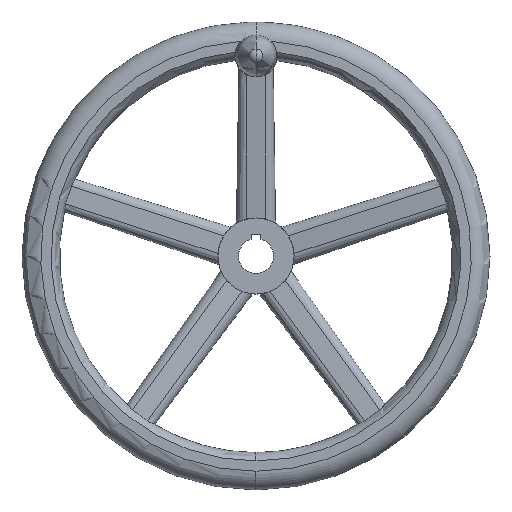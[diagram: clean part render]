
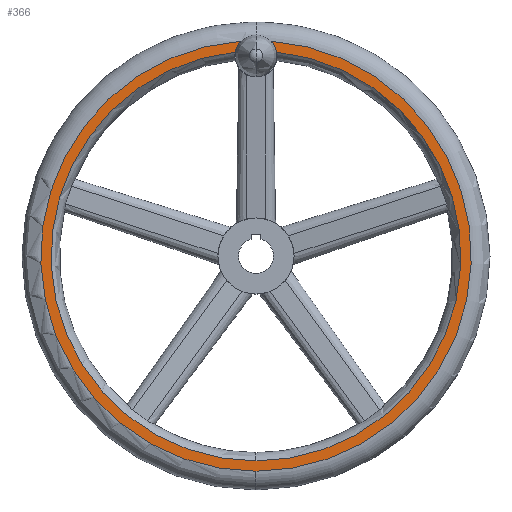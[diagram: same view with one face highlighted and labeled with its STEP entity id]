
A CAD part, top view. The second image highlights one B-rep face of the part: STEP entity #366.
In plain terms, the highlighted planar face has unit normal (0, 0, 1).
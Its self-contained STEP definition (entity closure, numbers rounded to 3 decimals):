
#366=ADVANCED_FACE('',(#1044),#1045,.F.);
#640=EDGE_CURVE('',#656,#768,#1346,.T.);
#656=VERTEX_POINT('',#1362);
#672=EDGE_CURVE('',#730,#656,#1380,.T.);
#678=EDGE_CURVE('',#714,#768,#1386,.T.);
#708=EDGE_CURVE('',#998,#812,#1416,.T.);
#714=VERTEX_POINT('',#1424);
#730=VERTEX_POINT('',#1442);
#768=VERTEX_POINT('',#1485);
#812=VERTEX_POINT('',#1533);
#818=EDGE_CURVE('',#812,#730,#1539,.T.);
#848=EDGE_CURVE('',#998,#714,#1571,.T.);
#998=VERTEX_POINT('',#1741);
#1044=FACE_OUTER_BOUND('',#1797,.T.);
#1045=PLANE('',#1798);
#1346=CIRCLE('',#2485,18.0);
#1362=CARTESIAN_POINT('',(12.907,183.547,60.333));
#1380=CIRCLE('',#2543,184.0);
#1386=CIRCLE('',#2580,175.156);
#1416=CIRCLE('',#2661,18.0);
#1424=CARTESIAN_POINT('',(0.,-175.156,60.333));
#1442=CARTESIAN_POINT('',(0.,-184.0,60.333));
#1485=CARTESIAN_POINT('',(17.703,174.259,60.333));
#1533=CARTESIAN_POINT('',(-12.907,183.547,60.333));
#1539=CIRCLE('',#2954,184.0);
#1571=CIRCLE('',#3078,175.156);
#1741=CARTESIAN_POINT('',(-17.703,174.259,60.333));
#1797=EDGE_LOOP('',(#3759,#3760,#3761,#3762,#3763,#3764));
#1798=AXIS2_PLACEMENT_3D('',#3765,#3766,#3767);
#2485=AXIS2_PLACEMENT_3D('',#4083,#4084,#4085);
#2543=AXIS2_PLACEMENT_3D('',#4112,#4113,#4114);
#2580=AXIS2_PLACEMENT_3D('',#4116,#4117,#4118);
#2661=AXIS2_PLACEMENT_3D('',#4136,#4137,#4138);
#2954=AXIS2_PLACEMENT_3D('',#4290,#4291,#4292);
#3078=AXIS2_PLACEMENT_3D('',#4329,#4330,#4331);
#3759=ORIENTED_EDGE('',*,*,#640,.T.);
#3760=ORIENTED_EDGE('',*,*,#678,.F.);
#3761=ORIENTED_EDGE('',*,*,#848,.F.);
#3762=ORIENTED_EDGE('',*,*,#708,.T.);
#3763=ORIENTED_EDGE('',*,*,#818,.T.);
#3764=ORIENTED_EDGE('',*,*,#672,.T.);
#3765=CARTESIAN_POINT('',(0.,176.0,60.333));
#3766=DIRECTION('',(0.,0.,-1.0));
#3767=DIRECTION('',(0.,-1.0,0.0));
#4083=CARTESIAN_POINT('',(0.0,171.0,60.333));
#4084=DIRECTION('',(0.,0.,-1.0));
#4085=DIRECTION('',(-0.717,0.697,0.));
#4112=CARTESIAN_POINT('',(0.,0.,60.333));
#4113=DIRECTION('',(0.,0.,1.0));
#4114=DIRECTION('',(0.,1.0,0.));
#4116=CARTESIAN_POINT('',(0.,0.,60.333));
#4117=DIRECTION('',(0.,0.,1.0));
#4118=DIRECTION('',(1.0,0.0,0.));
#4136=CARTESIAN_POINT('',(0.0,171.0,60.333));
#4137=DIRECTION('',(0.,0.,-1.0));
#4138=DIRECTION('',(-0.717,0.697,0.));
#4290=CARTESIAN_POINT('',(0.,0.,60.333));
#4291=DIRECTION('',(0.,0.,1.0));
#4292=DIRECTION('',(0.,1.0,0.));
#4329=CARTESIAN_POINT('',(0.,0.,60.333));
#4330=DIRECTION('',(0.,0.,1.0));
#4331=DIRECTION('',(1.0,0.0,0.));
